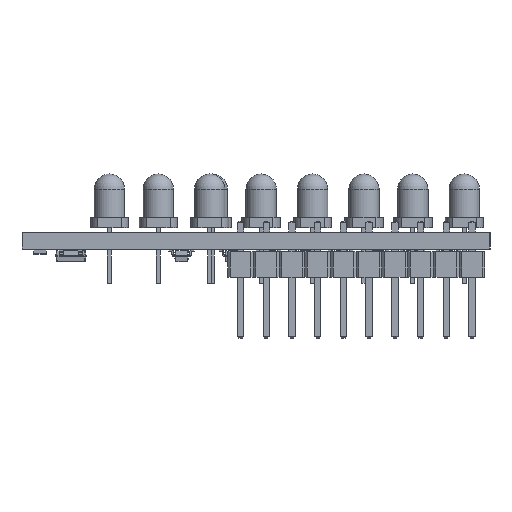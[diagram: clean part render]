
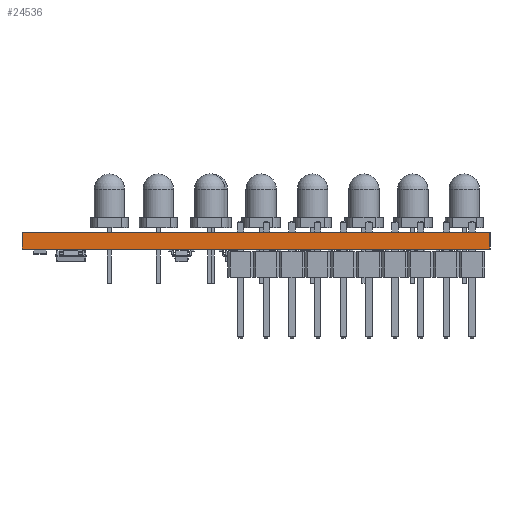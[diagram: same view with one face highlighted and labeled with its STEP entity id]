
A CAD part, left-side view. The second image highlights one B-rep face of the part: STEP entity #24536.
In plain terms, the highlighted planar face has unit normal (-1, 0, 0).
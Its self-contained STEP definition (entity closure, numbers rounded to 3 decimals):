
#24355 = PLANE('',#24356);
#24356 = AXIS2_PLACEMENT_3D('',#24357,#24358,#24359);
#24357 = CARTESIAN_POINT('',(92.504,-91.694,0.));
#24358 = DIRECTION('',(0.,-1.,0.));
#24359 = DIRECTION('',(-1.,0.,0.));
#24380 = VERTEX_POINT('',#24381);
#24381 = CARTESIAN_POINT('',(27.638,-91.694,1.6));
#24395 = PLANE('',#24396);
#24396 = AXIS2_PLACEMENT_3D('',#24397,#24398,#24399);
#24397 = CARTESIAN_POINT('',(60.071,-68.58,1.6));
#24398 = DIRECTION('',(0.,0.,-1.));
#24399 = DIRECTION('',(-1.,0.,0.));
#24407 = EDGE_CURVE('',#24408,#24380,#24410,.T.);
#24408 = VERTEX_POINT('',#24409);
#24409 = CARTESIAN_POINT('',(27.638,-91.694,0.));
#24410 = SURFACE_CURVE('',#24411,(#24415,#24422),.PCURVE_S1.);
#24411 = LINE('',#24412,#24413);
#24412 = CARTESIAN_POINT('',(27.638,-91.694,0.));
#24413 = VECTOR('',#24414,1.);
#24414 = DIRECTION('',(0.,0.,1.));
#24415 = PCURVE('',#24355,#24416);
#24416 = DEFINITIONAL_REPRESENTATION('',(#24417),#24421);
#24417 = LINE('',#24418,#24419);
#24418 = CARTESIAN_POINT('',(64.866,0.));
#24419 = VECTOR('',#24420,1.);
#24420 = DIRECTION('',(0.,-1.));
#24421 = ( GEOMETRIC_REPRESENTATION_CONTEXT(2) 
PARAMETRIC_REPRESENTATION_CONTEXT() REPRESENTATION_CONTEXT('2D SPACE',''
  ) );
#24422 = PCURVE('',#24423,#24428);
#24423 = PLANE('',#24424);
#24424 = AXIS2_PLACEMENT_3D('',#24425,#24426,#24427);
#24425 = CARTESIAN_POINT('',(27.638,-91.694,0.));
#24426 = DIRECTION('',(-1.,0.,0.));
#24427 = DIRECTION('',(0.,1.,0.));
#24428 = DEFINITIONAL_REPRESENTATION('',(#24429),#24433);
#24429 = LINE('',#24430,#24431);
#24430 = CARTESIAN_POINT('',(0.,0.));
#24431 = VECTOR('',#24432,1.);
#24432 = DIRECTION('',(0.,-1.));
#24433 = ( GEOMETRIC_REPRESENTATION_CONTEXT(2) 
PARAMETRIC_REPRESENTATION_CONTEXT() REPRESENTATION_CONTEXT('2D SPACE',''
  ) );
#24449 = PLANE('',#24450);
#24450 = AXIS2_PLACEMENT_3D('',#24451,#24452,#24453);
#24451 = CARTESIAN_POINT('',(60.071,-68.58,0.));
#24452 = DIRECTION('',(0.,0.,-1.));
#24453 = DIRECTION('',(-1.,0.,0.));
#24482 = PLANE('',#24483);
#24483 = AXIS2_PLACEMENT_3D('',#24484,#24485,#24486);
#24484 = CARTESIAN_POINT('',(27.638,-45.466,0.));
#24485 = DIRECTION('',(0.,1.,0.));
#24486 = DIRECTION('',(1.,0.,0.));
#24536 = ADVANCED_FACE('',(#24537),#24423,.T.);
#24537 = FACE_BOUND('',#24538,.T.);
#24538 = EDGE_LOOP('',(#24539,#24540,#24563,#24586));
#24539 = ORIENTED_EDGE('',*,*,#24407,.T.);
#24540 = ORIENTED_EDGE('',*,*,#24541,.T.);
#24541 = EDGE_CURVE('',#24380,#24542,#24544,.T.);
#24542 = VERTEX_POINT('',#24543);
#24543 = CARTESIAN_POINT('',(27.638,-45.466,1.6));
#24544 = SURFACE_CURVE('',#24545,(#24549,#24556),.PCURVE_S1.);
#24545 = LINE('',#24546,#24547);
#24546 = CARTESIAN_POINT('',(27.638,-91.694,1.6));
#24547 = VECTOR('',#24548,1.);
#24548 = DIRECTION('',(0.,1.,0.));
#24549 = PCURVE('',#24423,#24550);
#24550 = DEFINITIONAL_REPRESENTATION('',(#24551),#24555);
#24551 = LINE('',#24552,#24553);
#24552 = CARTESIAN_POINT('',(0.,-1.6));
#24553 = VECTOR('',#24554,1.);
#24554 = DIRECTION('',(1.,0.));
#24555 = ( GEOMETRIC_REPRESENTATION_CONTEXT(2) 
PARAMETRIC_REPRESENTATION_CONTEXT() REPRESENTATION_CONTEXT('2D SPACE',''
  ) );
#24556 = PCURVE('',#24395,#24557);
#24557 = DEFINITIONAL_REPRESENTATION('',(#24558),#24562);
#24558 = LINE('',#24559,#24560);
#24559 = CARTESIAN_POINT('',(32.433,-23.114));
#24560 = VECTOR('',#24561,1.);
#24561 = DIRECTION('',(0.,1.));
#24562 = ( GEOMETRIC_REPRESENTATION_CONTEXT(2) 
PARAMETRIC_REPRESENTATION_CONTEXT() REPRESENTATION_CONTEXT('2D SPACE',''
  ) );
#24563 = ORIENTED_EDGE('',*,*,#24564,.F.);
#24564 = EDGE_CURVE('',#24565,#24542,#24567,.T.);
#24565 = VERTEX_POINT('',#24566);
#24566 = CARTESIAN_POINT('',(27.638,-45.466,0.));
#24567 = SURFACE_CURVE('',#24568,(#24572,#24579),.PCURVE_S1.);
#24568 = LINE('',#24569,#24570);
#24569 = CARTESIAN_POINT('',(27.638,-45.466,0.));
#24570 = VECTOR('',#24571,1.);
#24571 = DIRECTION('',(0.,0.,1.));
#24572 = PCURVE('',#24423,#24573);
#24573 = DEFINITIONAL_REPRESENTATION('',(#24574),#24578);
#24574 = LINE('',#24575,#24576);
#24575 = CARTESIAN_POINT('',(46.228,0.));
#24576 = VECTOR('',#24577,1.);
#24577 = DIRECTION('',(0.,-1.));
#24578 = ( GEOMETRIC_REPRESENTATION_CONTEXT(2) 
PARAMETRIC_REPRESENTATION_CONTEXT() REPRESENTATION_CONTEXT('2D SPACE',''
  ) );
#24579 = PCURVE('',#24482,#24580);
#24580 = DEFINITIONAL_REPRESENTATION('',(#24581),#24585);
#24581 = LINE('',#24582,#24583);
#24582 = CARTESIAN_POINT('',(0.,0.));
#24583 = VECTOR('',#24584,1.);
#24584 = DIRECTION('',(0.,-1.));
#24585 = ( GEOMETRIC_REPRESENTATION_CONTEXT(2) 
PARAMETRIC_REPRESENTATION_CONTEXT() REPRESENTATION_CONTEXT('2D SPACE',''
  ) );
#24586 = ORIENTED_EDGE('',*,*,#24587,.F.);
#24587 = EDGE_CURVE('',#24408,#24565,#24588,.T.);
#24588 = SURFACE_CURVE('',#24589,(#24593,#24600),.PCURVE_S1.);
#24589 = LINE('',#24590,#24591);
#24590 = CARTESIAN_POINT('',(27.638,-91.694,0.));
#24591 = VECTOR('',#24592,1.);
#24592 = DIRECTION('',(0.,1.,0.));
#24593 = PCURVE('',#24423,#24594);
#24594 = DEFINITIONAL_REPRESENTATION('',(#24595),#24599);
#24595 = LINE('',#24596,#24597);
#24596 = CARTESIAN_POINT('',(0.,0.));
#24597 = VECTOR('',#24598,1.);
#24598 = DIRECTION('',(1.,0.));
#24599 = ( GEOMETRIC_REPRESENTATION_CONTEXT(2) 
PARAMETRIC_REPRESENTATION_CONTEXT() REPRESENTATION_CONTEXT('2D SPACE',''
  ) );
#24600 = PCURVE('',#24449,#24601);
#24601 = DEFINITIONAL_REPRESENTATION('',(#24602),#24606);
#24602 = LINE('',#24603,#24604);
#24603 = CARTESIAN_POINT('',(32.433,-23.114));
#24604 = VECTOR('',#24605,1.);
#24605 = DIRECTION('',(0.,1.));
#24606 = ( GEOMETRIC_REPRESENTATION_CONTEXT(2) 
PARAMETRIC_REPRESENTATION_CONTEXT() REPRESENTATION_CONTEXT('2D SPACE',''
  ) );
